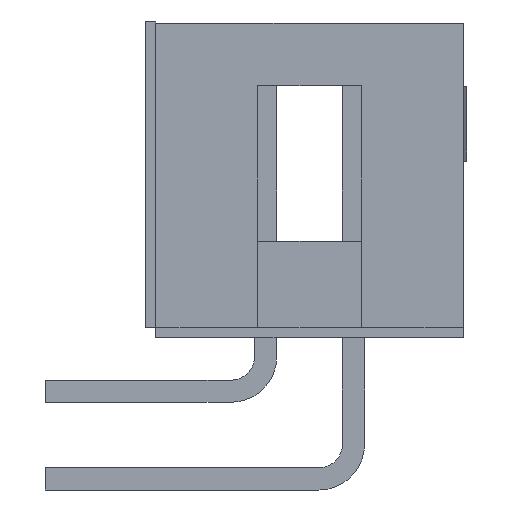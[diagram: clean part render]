
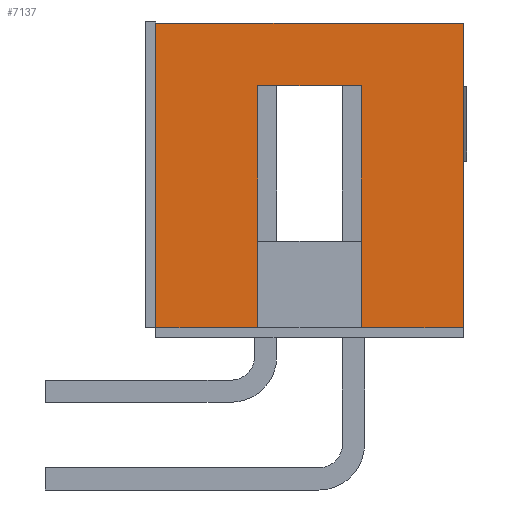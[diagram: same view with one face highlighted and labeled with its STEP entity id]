
A CAD part, left-side view. The second image highlights one B-rep face of the part: STEP entity #7137.
In plain terms, the highlighted planar face has unit normal (-1, 0, 0).
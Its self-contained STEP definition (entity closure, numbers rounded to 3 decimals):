
#88 = ORIENTED_EDGE ( 'NONE', *, *, #7683, .F. ) ;
#290 = EDGE_LOOP ( 'NONE', ( #1703, #5955, #88, #4335, #9306, #2512, #6064, #9229 ) ) ;
#425 = VECTOR ( 'NONE', #5449, 1000. ) ;
#638 = DIRECTION ( 'NONE',  ( 0., -1., 0. ) ) ;
#700 = CARTESIAN_POINT ( 'NONE',  ( 0., 8.9, 8.8 ) ) ;
#1368 = CARTESIAN_POINT ( 'NONE',  ( 0., 0., 8.8 ) ) ;
#1487 = CARTESIAN_POINT ( 'NONE',  ( 0., 0., 7. ) ) ;
#1703 = ORIENTED_EDGE ( 'NONE', *, *, #5013, .T. ) ;
#1969 = VECTOR ( 'NONE', #7757, 1000. ) ;
#2100 = DIRECTION ( 'NONE',  ( 0., 0., -1. ) ) ;
#2214 = DIRECTION ( 'NONE',  ( 0., -1., 0. ) ) ;
#2313 = VECTOR ( 'NONE', #2214, 1000. ) ;
#2512 = ORIENTED_EDGE ( 'NONE', *, *, #9303, .T. ) ;
#2514 = CARTESIAN_POINT ( 'NONE',  ( 0., 0., 0. ) ) ;
#2526 = VERTEX_POINT ( 'NONE', #2782 ) ;
#2630 = VERTEX_POINT ( 'NONE', #6551 ) ;
#2703 = FACE_OUTER_BOUND ( 'NONE', #290, .T. ) ;
#2742 = VERTEX_POINT ( 'NONE', #8144 ) ;
#2782 = CARTESIAN_POINT ( 'NONE',  ( 0., 0., 8.8 ) ) ;
#2973 = EDGE_CURVE ( 'NONE', #6420, #2630, #3708, .T. ) ;
#3199 = CARTESIAN_POINT ( 'NONE',  ( 0., 5.95, 8.8 ) ) ;
#3300 = CARTESIAN_POINT ( 'NONE',  ( 0., 2.95, 7. ) ) ;
#3565 = VERTEX_POINT ( 'NONE', #9148 ) ;
#3708 = LINE ( 'NONE', #8349, #7623 ) ;
#3740 = AXIS2_PLACEMENT_3D ( 'NONE', #1368, #6492, #2100 ) ;
#3902 = LINE ( 'NONE', #2514, #1969 ) ;
#3963 = EDGE_CURVE ( 'NONE', #2742, #4207, #4492, .T. ) ;
#4207 = VERTEX_POINT ( 'NONE', #3300 ) ;
#4282 = LINE ( 'NONE', #5749, #6244 ) ;
#4329 = VERTEX_POINT ( 'NONE', #9290 ) ;
#4333 = DIRECTION ( 'NONE',  ( 0., 0., -1. ) ) ;
#4335 = ORIENTED_EDGE ( 'NONE', *, *, #5614, .F. ) ;
#4471 = LINE ( 'NONE', #8008, #6432 ) ;
#4492 = LINE ( 'NONE', #1487, #2313 ) ;
#4594 = CARTESIAN_POINT ( 'NONE',  ( 0., 2.95, 0. ) ) ;
#4803 = CARTESIAN_POINT ( 'NONE',  ( 0., 5.95, 0. ) ) ;
#5013 = EDGE_CURVE ( 'NONE', #4207, #6420, #4471, .T. ) ;
#5449 = DIRECTION ( 'NONE',  ( 0., 0., 1. ) ) ;
#5614 = EDGE_CURVE ( 'NONE', #4329, #2526, #4282, .T. ) ;
#5749 = CARTESIAN_POINT ( 'NONE',  ( 0., 0., 8.8 ) ) ;
#5955 = ORIENTED_EDGE ( 'NONE', *, *, #2973, .T. ) ;
#6064 = ORIENTED_EDGE ( 'NONE', *, *, #7995, .T. ) ;
#6143 = VECTOR ( 'NONE', #7888, 1000. ) ;
#6191 = DIRECTION ( 'NONE',  ( 0., -1., 0. ) ) ;
#6244 = VECTOR ( 'NONE', #638, 1000. ) ;
#6247 = LINE ( 'NONE', #3199, #425 ) ;
#6420 = VERTEX_POINT ( 'NONE', #4594 ) ;
#6432 = VECTOR ( 'NONE', #4333, 1000. ) ;
#6453 = PLANE ( 'NONE',  #3740 ) ;
#6492 = DIRECTION ( 'NONE',  ( 1., 0., 0. ) ) ;
#6551 = CARTESIAN_POINT ( 'NONE',  ( 0., 0., 0. ) ) ;
#7137 = ADVANCED_FACE ( 'NONE', ( #2703 ), #6453, .F. ) ;
#7623 = VECTOR ( 'NONE', #6191, 1000. ) ;
#7683 = EDGE_CURVE ( 'NONE', #2526, #2630, #8094, .T. ) ;
#7757 = DIRECTION ( 'NONE',  ( 0., -1., 0. ) ) ;
#7793 = EDGE_CURVE ( 'NONE', #4329, #3565, #8412, .T. ) ;
#7888 = DIRECTION ( 'NONE',  ( 0., 0., -1. ) ) ;
#7995 = EDGE_CURVE ( 'NONE', #8775, #2742, #6247, .T. ) ;
#8008 = CARTESIAN_POINT ( 'NONE',  ( 0., 2.95, 8.8 ) ) ;
#8094 = LINE ( 'NONE', #8543, #6143 ) ;
#8144 = CARTESIAN_POINT ( 'NONE',  ( 0., 5.95, 7. ) ) ;
#8194 = VECTOR ( 'NONE', #8689, 1000. ) ;
#8349 = CARTESIAN_POINT ( 'NONE',  ( 0., 0., 0. ) ) ;
#8412 = LINE ( 'NONE', #700, #8194 ) ;
#8543 = CARTESIAN_POINT ( 'NONE',  ( 0., 0., 8.8 ) ) ;
#8689 = DIRECTION ( 'NONE',  ( 0., 0., -1. ) ) ;
#8775 = VERTEX_POINT ( 'NONE', #4803 ) ;
#9148 = CARTESIAN_POINT ( 'NONE',  ( 0., 8.9, 0. ) ) ;
#9229 = ORIENTED_EDGE ( 'NONE', *, *, #3963, .T. ) ;
#9290 = CARTESIAN_POINT ( 'NONE',  ( 0., 8.9, 8.8 ) ) ;
#9303 = EDGE_CURVE ( 'NONE', #3565, #8775, #3902, .T. ) ;
#9306 = ORIENTED_EDGE ( 'NONE', *, *, #7793, .T. ) ;
